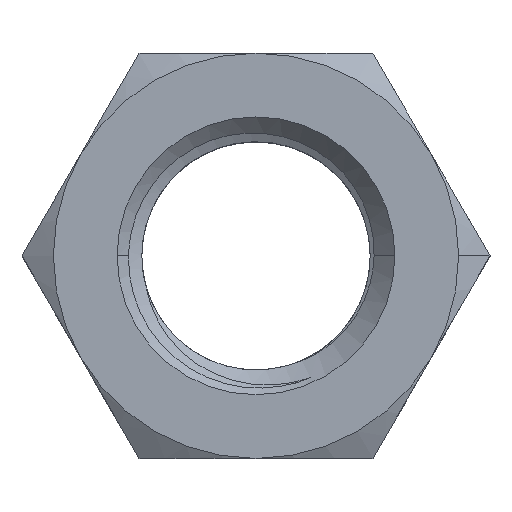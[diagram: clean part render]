
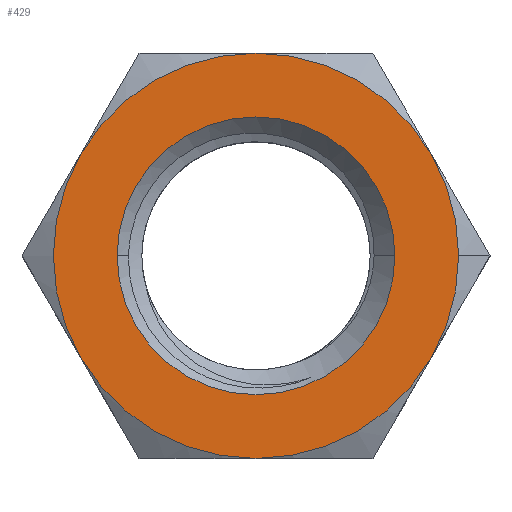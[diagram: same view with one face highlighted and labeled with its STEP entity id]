
A CAD part, top view. The second image highlights one B-rep face of the part: STEP entity #429.
In plain terms, the highlighted planar face has unit normal (0, 0, 1).
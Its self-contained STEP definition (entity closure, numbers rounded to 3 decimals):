
#12 = ORIENTED_EDGE ( 'NONE', *, *, #818, .T. ) ;
#48 = DIRECTION ( 'NONE',  ( 0., 0., 1. ) ) ;
#59 = VERTEX_POINT ( 'NONE', #1663 ) ;
#118 = EDGE_CURVE ( 'NONE', #59, #2647, #454, .T. ) ;
#120 = ORIENTED_EDGE ( 'NONE', *, *, #741, .T. ) ;
#175 = DIRECTION ( 'NONE',  ( 0., 0., 1. ) ) ;
#223 = CIRCLE ( 'NONE', #951, 20.5 ) ;
#303 = CIRCLE ( 'NONE', #2204, 14.05 ) ;
#366 = VERTEX_POINT ( 'NONE', #528 ) ;
#411 = EDGE_CURVE ( 'NONE', #366, #59, #763, .T. ) ;
#412 = DIRECTION ( 'NONE',  ( 0., 0., 1. ) ) ;
#429 = ADVANCED_FACE ( 'NONE', ( #1002, #916 ), #1003, .T. ) ;
#454 = CIRCLE ( 'NONE', #948, 20.5 ) ;
#528 = CARTESIAN_POINT ( 'NONE',  ( -17.754, 10.25, 22. ) ) ;
#533 = CARTESIAN_POINT ( 'NONE',  ( 0., -20.5, 22. ) ) ;
#579 = CIRCLE ( 'NONE', #769, 14.05 ) ;
#607 = CARTESIAN_POINT ( 'NONE',  ( 0., 0., 22. ) ) ;
#615 = DIRECTION ( 'NONE',  ( 0., 0., 1. ) ) ;
#621 = EDGE_CURVE ( 'NONE', #1620, #2120, #303, .T. ) ;
#632 = AXIS2_PLACEMENT_3D ( 'NONE', #1853, #615, #1245 ) ;
#655 = DIRECTION ( 'NONE',  ( 1., 0., 0. ) ) ;
#658 = EDGE_LOOP ( 'NONE', ( #12, #1433 ) ) ;
#726 = EDGE_CURVE ( 'NONE', #1969, #2390, #1329, .T. ) ;
#741 = EDGE_CURVE ( 'NONE', #2182, #366, #1142, .T. ) ;
#763 = CIRCLE ( 'NONE', #1979, 20.5 ) ;
#769 = AXIS2_PLACEMENT_3D ( 'NONE', #841, #1700, #1666 ) ;
#795 = DIRECTION ( 'NONE',  ( 1., 0., 0. ) ) ;
#798 = CARTESIAN_POINT ( 'NONE',  ( 0., 0., 22. ) ) ;
#805 = DIRECTION ( 'NONE',  ( 1., 0., 0. ) ) ;
#818 = EDGE_CURVE ( 'NONE', #2120, #1620, #579, .T. ) ;
#841 = CARTESIAN_POINT ( 'NONE',  ( 0., 0., 22. ) ) ;
#843 = CARTESIAN_POINT ( 'NONE',  ( 0., 0., 22. ) ) ;
#888 = ORIENTED_EDGE ( 'NONE', *, *, #118, .T. ) ;
#893 = AXIS2_PLACEMENT_3D ( 'NONE', #1894, #2661, #1273 ) ;
#897 = CARTESIAN_POINT ( 'NONE',  ( 0., 20.5, 22. ) ) ;
#916 = FACE_OUTER_BOUND ( 'NONE', #1252, .T. ) ;
#948 = AXIS2_PLACEMENT_3D ( 'NONE', #1414, #1630, #2251 ) ;
#951 = AXIS2_PLACEMENT_3D ( 'NONE', #843, #2282, #655 ) ;
#972 = ORIENTED_EDGE ( 'NONE', *, *, #2037, .T. ) ;
#998 = AXIS2_PLACEMENT_3D ( 'NONE', #1616, #175, #1647 ) ;
#1002 = FACE_BOUND ( 'NONE', #658, .T. ) ;
#1003 = PLANE ( 'NONE',  #998 ) ;
#1071 = CARTESIAN_POINT ( 'NONE',  ( 0., 0., 22. ) ) ;
#1142 = CIRCLE ( 'NONE', #632, 20.5 ) ;
#1165 = AXIS2_PLACEMENT_3D ( 'NONE', #1071, #48, #2093 ) ;
#1190 = CIRCLE ( 'NONE', #893, 20.5 ) ;
#1241 = CARTESIAN_POINT ( 'NONE',  ( 17.754, 10.25, 22. ) ) ;
#1245 = DIRECTION ( 'NONE',  ( 1., 0., 0. ) ) ;
#1252 = EDGE_LOOP ( 'NONE', ( #972, #1931, #2347, #120, #2216, #888, #1565 ) ) ;
#1273 = DIRECTION ( 'NONE',  ( 1., 0., 0. ) ) ;
#1302 = CARTESIAN_POINT ( 'NONE',  ( 14.05, 0., 22. ) ) ;
#1329 = CIRCLE ( 'NONE', #2574, 20.5 ) ;
#1414 = CARTESIAN_POINT ( 'NONE',  ( 0., 0., 22. ) ) ;
#1433 = ORIENTED_EDGE ( 'NONE', *, *, #621, .T. ) ;
#1506 = EDGE_CURVE ( 'NONE', #2390, #2182, #2395, .T. ) ;
#1565 = ORIENTED_EDGE ( 'NONE', *, *, #2370, .T. ) ;
#1616 = CARTESIAN_POINT ( 'NONE',  ( 0., 0., 22. ) ) ;
#1620 = VERTEX_POINT ( 'NONE', #2589 ) ;
#1630 = DIRECTION ( 'NONE',  ( 0., 0., 1. ) ) ;
#1647 = DIRECTION ( 'NONE',  ( 1., 0., 0. ) ) ;
#1663 = CARTESIAN_POINT ( 'NONE',  ( -17.754, -10.25, 22. ) ) ;
#1666 = DIRECTION ( 'NONE',  ( 1., 0., 0. ) ) ;
#1669 = CARTESIAN_POINT ( 'NONE',  ( 20.5, 0., 22. ) ) ;
#1700 = DIRECTION ( 'NONE',  ( 0., 0., -1. ) ) ;
#1818 = DIRECTION ( 'NONE',  ( 1., 0., 0. ) ) ;
#1825 = CARTESIAN_POINT ( 'NONE',  ( 0., 0., 22. ) ) ;
#1853 = CARTESIAN_POINT ( 'NONE',  ( 0., 0., 22. ) ) ;
#1894 = CARTESIAN_POINT ( 'NONE',  ( 0., 0., 22. ) ) ;
#1931 = ORIENTED_EDGE ( 'NONE', *, *, #726, .T. ) ;
#1969 = VERTEX_POINT ( 'NONE', #1669 ) ;
#1979 = AXIS2_PLACEMENT_3D ( 'NONE', #798, #2058, #1818 ) ;
#2037 = EDGE_CURVE ( 'NONE', #2580, #1969, #223, .T. ) ;
#2058 = DIRECTION ( 'NONE',  ( 0., 0., 1. ) ) ;
#2093 = DIRECTION ( 'NONE',  ( 1., 0., 0. ) ) ;
#2120 = VERTEX_POINT ( 'NONE', #1302 ) ;
#2182 = VERTEX_POINT ( 'NONE', #897 ) ;
#2204 = AXIS2_PLACEMENT_3D ( 'NONE', #1825, #2468, #795 ) ;
#2216 = ORIENTED_EDGE ( 'NONE', *, *, #411, .T. ) ;
#2251 = DIRECTION ( 'NONE',  ( 1., 0., 0. ) ) ;
#2282 = DIRECTION ( 'NONE',  ( 0., 0., 1. ) ) ;
#2329 = CARTESIAN_POINT ( 'NONE',  ( 17.754, -10.25, 22. ) ) ;
#2347 = ORIENTED_EDGE ( 'NONE', *, *, #1506, .T. ) ;
#2370 = EDGE_CURVE ( 'NONE', #2647, #2580, #1190, .T. ) ;
#2390 = VERTEX_POINT ( 'NONE', #1241 ) ;
#2395 = CIRCLE ( 'NONE', #1165, 20.5 ) ;
#2468 = DIRECTION ( 'NONE',  ( 0., 0., -1. ) ) ;
#2574 = AXIS2_PLACEMENT_3D ( 'NONE', #607, #412, #805 ) ;
#2580 = VERTEX_POINT ( 'NONE', #2329 ) ;
#2589 = CARTESIAN_POINT ( 'NONE',  ( -14.05, 0., 22. ) ) ;
#2647 = VERTEX_POINT ( 'NONE', #533 ) ;
#2661 = DIRECTION ( 'NONE',  ( 0., 0., 1. ) ) ;
